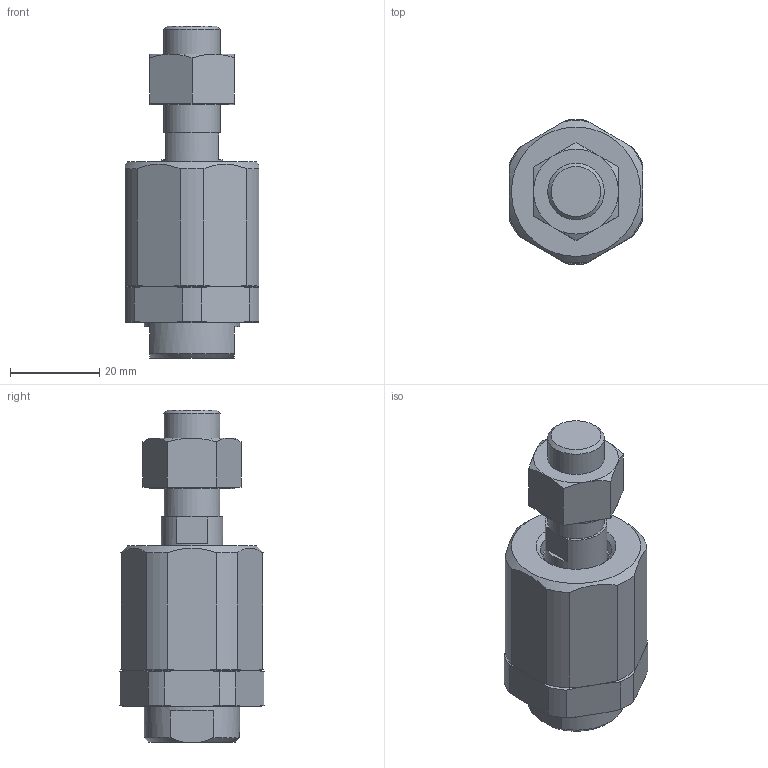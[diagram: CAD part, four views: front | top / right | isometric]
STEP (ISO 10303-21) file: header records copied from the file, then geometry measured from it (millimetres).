
FILE_DESCRIPTION(/* description */ ('STEP AP214'),/* implementation_level */ '2;1');
FILE_NAME(/* name */ '532706_FK-1_2-20',/* time_stamp */ '2024-08-28T13:47:01+02:00',/* author */ ('License CC BY-ND 4.0'),/* organization */ ('CADENAS'),/* preprocessor_version */ 'ST-DEVELOPER v19.3',/* originating_system */ 'PARTsolutions',/* authorisation */ ' ');
FILE_SCHEMA (('AUTOMOTIVE_DESIGN {1 0 10303 214 3 1 1}'));
Length unit declared in the file: millimetre
Products named in the file (7): 532706 FK-1_2-20---(asm_0_0); 532706 FK-1/2-20---(GE); 532706 FK-1/2-20---(0BO); Hex Nuts 1/2 ANSI B18.2.2; 532706 FK-1/2-20---(BU); 532706 FK-1/2-20---(MU); 532706 FK-1/2-20---(KG)
Assembly tree (7 placements, depth 2):
  532706 FK-1_2-20---(asm_0_0)
    532706 FK-1/2-20---(GE)
    532706 FK-1/2-20---(0BO)
    Hex Nuts 1/2 ANSI B18.2.2
    532706 FK-1/2-20---(BU)
    532706 FK-1/2-20---(MU)
    532706 FK-1/2-20---(KG)  x2
Bounding box: 30 x 32.47 x 74.5 mm (x, y, z)
Volume: 32516.4 mm3; surface area: 16429.5 mm2
Topology: 7 solids, 7 shells, 138 faces, 328 edges, 208 vertices
Faces by surface type: plane 54, cone 44, cylinder 36, sphere 4
Full cylindrical faces by diameter (mm): 11.326 x2, 12.7 x1, 13 x1, 13.8 x1, 15.2 x2, 16 x1, 18 x3, 20.5 x2, 21.4 x1, 22.376 x2, 22.5 x1, 24 x1
Entity records: 3912 total; most frequent: CARTESIAN_POINT 807, DIRECTION 622, ORIENTED_EDGE 554, EDGE_CURVE 277, AXIS2_PLACEMENT_3D 262, VERTEX_POINT 197, EDGE_LOOP 184, FACE_BOUND 184
